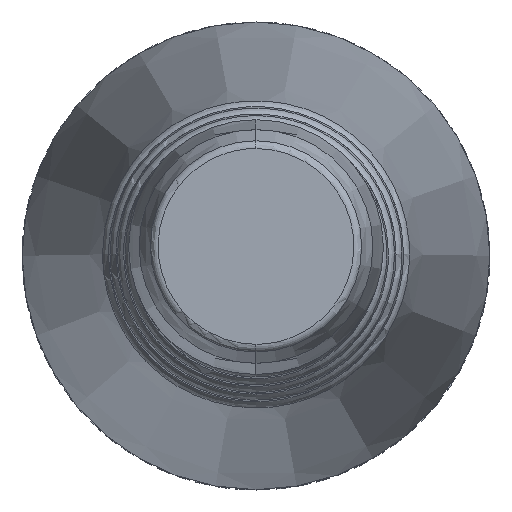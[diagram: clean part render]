
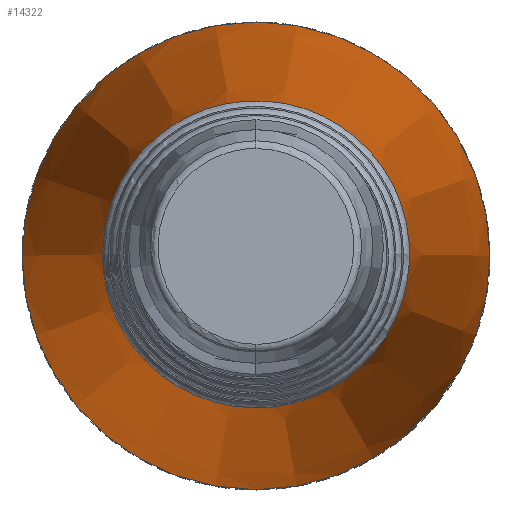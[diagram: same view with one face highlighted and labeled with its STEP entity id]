
A CAD part, top view. The second image highlights one B-rep face of the part: STEP entity #14322.
In plain terms, the highlighted conical face has half-angle 5.352 degrees and reference radius 7.25 mm.
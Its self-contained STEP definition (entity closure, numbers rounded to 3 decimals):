
#222 = CARTESIAN_POINT ( 'NONE',  ( -1.458, -3.375, 34.449 ) ) ;
#400 = CARTESIAN_POINT ( 'NONE',  ( 3.867, -3.728, 34.449 ) ) ;
#1498 = ORIENTED_EDGE ( 'NONE', *, *, #4580, .T. ) ;
#1515 = CARTESIAN_POINT ( 'NONE',  ( 0.222, -4.205, 34.449 ) ) ;
#1589 = CARTESIAN_POINT ( 'NONE',  ( -3.294, -0.19, 34.449 ) ) ;
#1664 = CARTESIAN_POINT ( 'NONE',  ( 0.222, 5.073, 34.449 ) ) ;
#1751 = CARTESIAN_POINT ( 'NONE',  ( 3.867, 4.596, 34.449 ) ) ;
#1857 = CARTESIAN_POINT ( 'NONE',  ( -3.294, 0.434, 34.449 ) ) ;
#2089 = FACE_BOUND ( 'NONE', #8193, .T. ) ;
#2777 = CARTESIAN_POINT ( 'NONE',  ( 4.396, -3.375, 34.449 ) ) ;
#3032 = CARTESIAN_POINT ( 'NONE',  ( 5.278, 3.361, 34.449 ) ) ;
#3530 = DIRECTION ( 'NONE',  ( -1., 0., 0. ) ) ;
#4059 = CARTESIAN_POINT ( 'NONE',  ( 6.108, 1.68, 34.449 ) ) ;
#4324 = CARTESIAN_POINT ( 'NONE',  ( -2.34, -2.493, 34.449 ) ) ;
#4580 = EDGE_CURVE ( 'NONE', #13905, #13905, #7003, .T. ) ;
#4754 = CARTESIAN_POINT ( 'NONE',  ( -5.781, 0.434, 7.903 ) ) ;
#5411 = CARTESIAN_POINT ( 'NONE',  ( 2.092, 5.197, 34.449 ) ) ;
#5598 = CARTESIAN_POINT ( 'NONE',  ( 2.715, -4.205, 34.449 ) ) ;
#6725 = CARTESIAN_POINT ( 'NONE',  ( 2.092, -4.329, 34.449 ) ) ;
#6885 = CARTESIAN_POINT ( 'NONE',  ( 6.108, -0.813, 34.449 ) ) ;
#6979 = CARTESIAN_POINT ( 'NONE',  ( 2.715, 5.073, 34.449 ) ) ;
#7003 = B_SPLINE_CURVE_WITH_KNOTS ( 'NONE', 3,
 ( #15855, #13276, #16121, #11990, #8026, #9328, #14832, #1664, #8114, #5411, #6979, #1751, #13363, #3032, #12150, #4059, #14576, #16022, #6885, #10699, #8277, #2777, #400, #5598, #6725, #13523, #1515, #9669, #222, #4324, #15936, #10869, #1589, #13444 ),
 .UNSPECIFIED., .T., .F.,
 ( 4, 2, 2, 2, 2, 2, 2, 2, 2, 2, 2, 2, 2, 2, 2, 2, 4 ),
 ( 0., 0.063, 0.125, 0.187, 0.25, 0.312, 0.375, 0.437, 0.5, 0.563, 0.625, 0.688, 0.75, 0.813, 0.875, 0.938, 1. ),
 .UNSPECIFIED. ) ;
#7225 = FACE_OUTER_BOUND ( 'NONE', #11145, .T. ) ;
#8026 = CARTESIAN_POINT ( 'NONE',  ( -2.34, 3.361, 34.449 ) ) ;
#8114 = CARTESIAN_POINT ( 'NONE',  ( 0.845, 5.197, 34.449 ) ) ;
#8193 = EDGE_LOOP ( 'NONE', ( #1498 ) ) ;
#8277 = CARTESIAN_POINT ( 'NONE',  ( 5.278, -2.493, 34.449 ) ) ;
#8787 = DIRECTION ( 'NONE',  ( -1., 0., 0. ) ) ;
#8870 = ORIENTED_EDGE ( 'NONE', *, *, #14021, .F. ) ;
#9328 = CARTESIAN_POINT ( 'NONE',  ( -1.458, 4.243, 34.449 ) ) ;
#9337 = CIRCLE ( 'NONE', #16731, 7.25 ) ;
#9669 = CARTESIAN_POINT ( 'NONE',  ( -0.93, -3.728, 34.449 ) ) ;
#10699 = CARTESIAN_POINT ( 'NONE',  ( 5.631, -1.965, 34.449 ) ) ;
#10869 = CARTESIAN_POINT ( 'NONE',  ( -3.17, -0.813, 34.449 ) ) ;
#11145 = EDGE_LOOP ( 'NONE', ( #8870 ) ) ;
#11206 = CARTESIAN_POINT ( 'NONE',  ( 1.469, 0.434, 7.903 ) ) ;
#11294 = DIRECTION ( 'NONE',  ( 0., 0., -1. ) ) ;
#11990 = CARTESIAN_POINT ( 'NONE',  ( -2.693, 2.832, 34.449 ) ) ;
#12150 = CARTESIAN_POINT ( 'NONE',  ( 5.631, 2.832, 34.449 ) ) ;
#13276 = CARTESIAN_POINT ( 'NONE',  ( -3.294, 1.057, 34.449 ) ) ;
#13363 = CARTESIAN_POINT ( 'NONE',  ( 4.396, 4.243, 34.449 ) ) ;
#13444 = CARTESIAN_POINT ( 'NONE',  ( -3.294, 0.434, 34.449 ) ) ;
#13523 = CARTESIAN_POINT ( 'NONE',  ( 0.845, -4.329, 34.449 ) ) ;
#13905 = VERTEX_POINT ( 'NONE', #1857 ) ;
#14021 = EDGE_CURVE ( 'NONE', #16924, #16924, #9337, .T. ) ;
#14122 = CARTESIAN_POINT ( 'NONE',  ( 1.469, 0.434, 7.903 ) ) ;
#14322 = ADVANCED_FACE ( 'NONE', ( #7225, #2089 ), #16174, .T. ) ;
#14544 = AXIS2_PLACEMENT_3D ( 'NONE', #14122, #15147, #8787 ) ;
#14576 = CARTESIAN_POINT ( 'NONE',  ( 6.232, 1.057, 34.449 ) ) ;
#14832 = CARTESIAN_POINT ( 'NONE',  ( -0.93, 4.596, 34.449 ) ) ;
#15147 = DIRECTION ( 'NONE',  ( 0., 0., -1. ) ) ;
#15855 = CARTESIAN_POINT ( 'NONE',  ( -3.294, 0.434, 34.449 ) ) ;
#15936 = CARTESIAN_POINT ( 'NONE',  ( -2.693, -1.965, 34.449 ) ) ;
#16022 = CARTESIAN_POINT ( 'NONE',  ( 6.232, -0.19, 34.449 ) ) ;
#16121 = CARTESIAN_POINT ( 'NONE',  ( -3.17, 1.68, 34.449 ) ) ;
#16174 = CONICAL_SURFACE ( 'NONE', #14544, 7.25, 0.093 ) ;
#16731 = AXIS2_PLACEMENT_3D ( 'NONE', #11206, #11294, #3530 ) ;
#16924 = VERTEX_POINT ( 'NONE', #4754 ) ;
